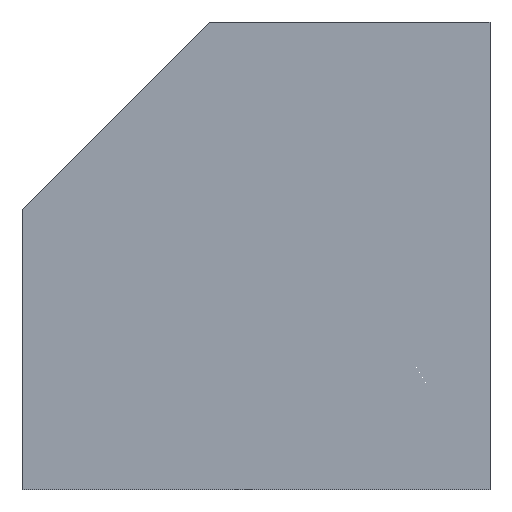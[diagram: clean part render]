
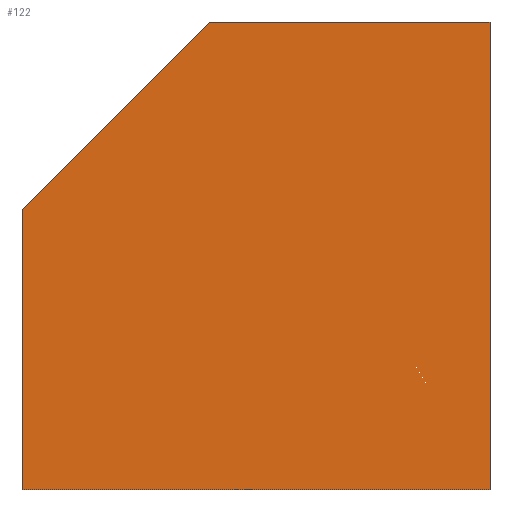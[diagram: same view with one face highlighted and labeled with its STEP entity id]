
A CAD part, left-side view. The second image highlights one B-rep face of the part: STEP entity #122.
In plain terms, the highlighted planar face has unit normal (-1, 0, 0).
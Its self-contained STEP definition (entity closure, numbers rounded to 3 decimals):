
#16=FACE_OUTER_BOUND('',#23,.T.);
#23=EDGE_LOOP('',(#88,#89,#90,#91,#92));
#29=LINE('',#190,#44);
#33=LINE('',#198,#48);
#34=LINE('',#200,#49);
#35=LINE('',#202,#50);
#36=LINE('',#203,#51);
#44=VECTOR('',#159,10.);
#48=VECTOR('',#165,10.);
#49=VECTOR('',#166,10.);
#50=VECTOR('',#167,10.);
#51=VECTOR('',#168,10.);
#59=VERTEX_POINT('',#188);
#60=VERTEX_POINT('',#189);
#63=VERTEX_POINT('',#197);
#64=VERTEX_POINT('',#199);
#65=VERTEX_POINT('',#201);
#69=EDGE_CURVE('',#59,#60,#29,.T.);
#73=EDGE_CURVE('',#59,#63,#33,.T.);
#74=EDGE_CURVE('',#63,#64,#34,.T.);
#75=EDGE_CURVE('',#64,#65,#35,.T.);
#76=EDGE_CURVE('',#65,#60,#36,.T.);
#88=ORIENTED_EDGE('',*,*,#69,.F.);
#89=ORIENTED_EDGE('',*,*,#73,.T.);
#90=ORIENTED_EDGE('',*,*,#74,.T.);
#91=ORIENTED_EDGE('',*,*,#75,.T.);
#92=ORIENTED_EDGE('',*,*,#76,.T.);
#115=PLANE('',#149);
#122=ADVANCED_FACE('',(#16),#115,.T.);
#149=AXIS2_PLACEMENT_3D('',#196,#163,#164);
#159=DIRECTION('',(0.,-0.707,0.707));
#163=DIRECTION('center_axis',(-1.,0.,0.));
#164=DIRECTION('ref_axis',(0.,0.,1.));
#165=DIRECTION('',(0.,0.,-1.));
#166=DIRECTION('',(0.,-1.,0.));
#167=DIRECTION('',(0.,0.,1.));
#168=DIRECTION('',(0.,1.,0.));
#188=CARTESIAN_POINT('',(125.,71.53,120.));
#189=CARTESIAN_POINT('',(125.,-8.47,200.));
#190=CARTESIAN_POINT('',(125.,31.53,160.));
#196=CARTESIAN_POINT('Origin',(125.,-28.47,100.));
#197=CARTESIAN_POINT('',(125.,71.53,0.));
#198=CARTESIAN_POINT('',(125.,71.53,0.));
#199=CARTESIAN_POINT('',(125.,-128.47,0.));
#200=CARTESIAN_POINT('',(125.,-128.47,0.));
#201=CARTESIAN_POINT('',(125.,-128.47,200.));
#202=CARTESIAN_POINT('',(125.,-128.47,200.));
#203=CARTESIAN_POINT('',(125.,71.53,200.));
